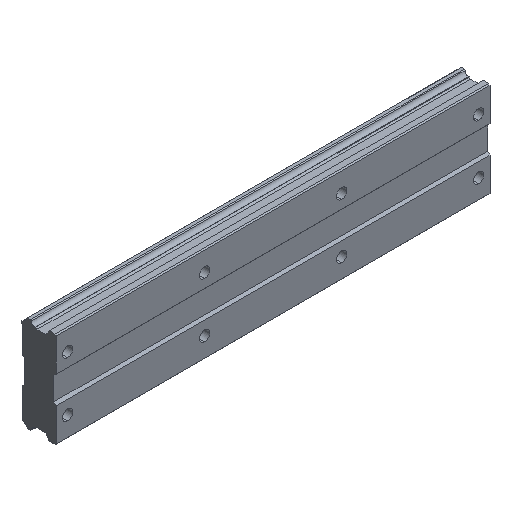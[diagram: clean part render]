
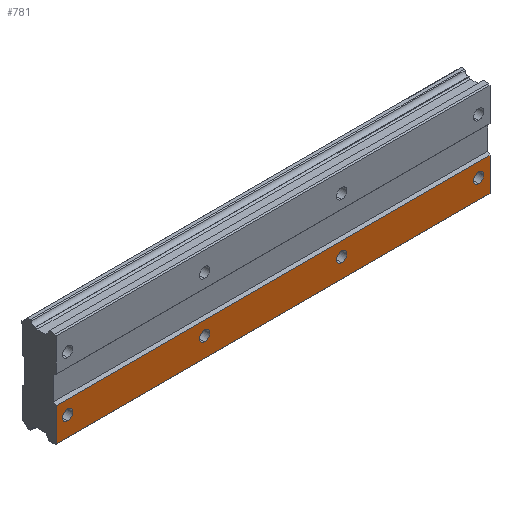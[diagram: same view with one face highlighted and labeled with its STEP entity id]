
A CAD part, isometric view. The second image highlights one B-rep face of the part: STEP entity #781.
In plain terms, the highlighted planar face has unit normal (0, -1, 0).
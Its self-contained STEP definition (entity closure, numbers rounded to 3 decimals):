
#21 = CIRCLE ( 'NONE', #260, 2.25 ) ;
#22 = DIRECTION ( 'NONE',  ( 0., 1., 0. ) ) ;
#61 = AXIS2_PLACEMENT_3D ( 'NONE', #1558, #589, #2304 ) ;
#116 = CARTESIAN_POINT ( 'NONE',  ( 180., 0., -12. ) ) ;
#219 = VERTEX_POINT ( 'NONE', #1477 ) ;
#236 = VERTEX_POINT ( 'NONE', #347 ) ;
#248 = EDGE_LOOP ( 'NONE', ( #661, #1870 ) ) ;
#260 = AXIS2_PLACEMENT_3D ( 'NONE', #1070, #1826, #1802 ) ;
#296 = CARTESIAN_POINT ( 'NONE',  ( -5., 0., -6. ) ) ;
#330 = AXIS2_PLACEMENT_3D ( 'NONE', #732, #2238, #2047 ) ;
#335 = CARTESIAN_POINT ( 'NONE',  ( 60., 0., -9.75 ) ) ;
#342 = DIRECTION ( 'NONE',  ( 0., 0., 1. ) ) ;
#347 = CARTESIAN_POINT ( 'NONE',  ( 180., 0., -9.75 ) ) ;
#361 = CARTESIAN_POINT ( 'NONE',  ( 185., 0., -6. ) ) ;
#381 = DIRECTION ( 'NONE',  ( -1., 0., 0. ) ) ;
#384 = DIRECTION ( 'NONE',  ( 0., 0., -1. ) ) ;
#385 = EDGE_CURVE ( 'NONE', #450, #2012, #2115, .T. ) ;
#409 = ORIENTED_EDGE ( 'NONE', *, *, #952, .F. ) ;
#412 = CARTESIAN_POINT ( 'NONE',  ( 185., 0., -6. ) ) ;
#424 = EDGE_CURVE ( 'NONE', #2165, #2100, #2142, .T. ) ;
#441 = CARTESIAN_POINT ( 'NONE',  ( 120., 0., -12. ) ) ;
#450 = VERTEX_POINT ( 'NONE', #296 ) ;
#473 = EDGE_CURVE ( 'NONE', #2090, #1647, #21, .T. ) ;
#493 = VECTOR ( 'NONE', #1931, 1000. ) ;
#499 = DIRECTION ( 'NONE',  ( 0., -1., 0. ) ) ;
#561 = EDGE_LOOP ( 'NONE', ( #1925, #787, #833, #1215 ) ) ;
#580 = CARTESIAN_POINT ( 'NONE',  ( -5., 0., -20.5 ) ) ;
#589 = DIRECTION ( 'NONE',  ( 0., -1., 0. ) ) ;
#626 = VERTEX_POINT ( 'NONE', #580 ) ;
#632 = CARTESIAN_POINT ( 'NONE',  ( 185., 0., -6. ) ) ;
#644 = CIRCLE ( 'NONE', #2029, 2.25 ) ;
#651 = VERTEX_POINT ( 'NONE', #749 ) ;
#661 = ORIENTED_EDGE ( 'NONE', *, *, #1292, .F. ) ;
#678 = AXIS2_PLACEMENT_3D ( 'NONE', #116, #1055, #878 ) ;
#686 = EDGE_CURVE ( 'NONE', #626, #450, #2252, .T. ) ;
#732 = CARTESIAN_POINT ( 'NONE',  ( 0., 0., -12. ) ) ;
#749 = CARTESIAN_POINT ( 'NONE',  ( 185., 0., -20.5 ) ) ;
#754 = ORIENTED_EDGE ( 'NONE', *, *, #1633, .F. ) ;
#781 = ADVANCED_FACE ( 'NONE', ( #1542, #794, #953, #969, #2302 ), #2103, .F. ) ;
#787 = ORIENTED_EDGE ( 'NONE', *, *, #1225, .F. ) ;
#794 = FACE_BOUND ( 'NONE', #1379, .T. ) ;
#833 = ORIENTED_EDGE ( 'NONE', *, *, #385, .F. ) ;
#878 = DIRECTION ( 'NONE',  ( 0., 0., 1. ) ) ;
#884 = CIRCLE ( 'NONE', #1119, 2.25 ) ;
#937 = LINE ( 'NONE', #1698, #2066 ) ;
#952 = EDGE_CURVE ( 'NONE', #1647, #2090, #1942, .T. ) ;
#953 = FACE_BOUND ( 'NONE', #248, .T. ) ;
#969 = FACE_BOUND ( 'NONE', #1531, .T. ) ;
#976 = DIRECTION ( 'NONE',  ( 0., -1., 0. ) ) ;
#989 = ORIENTED_EDGE ( 'NONE', *, *, #1407, .F. ) ;
#1023 = CARTESIAN_POINT ( 'NONE',  ( 185., 0., -6. ) ) ;
#1055 = DIRECTION ( 'NONE',  ( 0., -1., 0. ) ) ;
#1070 = CARTESIAN_POINT ( 'NONE',  ( 120., 0., -12. ) ) ;
#1099 = DIRECTION ( 'NONE',  ( 0., 0., 1. ) ) ;
#1119 = AXIS2_PLACEMENT_3D ( 'NONE', #1142, #1335, #2077 ) ;
#1120 = VECTOR ( 'NONE', #1099, 1000. ) ;
#1142 = CARTESIAN_POINT ( 'NONE',  ( 180., 0., -12. ) ) ;
#1215 = ORIENTED_EDGE ( 'NONE', *, *, #686, .F. ) ;
#1225 = EDGE_CURVE ( 'NONE', #2012, #651, #2042, .T. ) ;
#1258 = CARTESIAN_POINT ( 'NONE',  ( 120., 0., -14.25 ) ) ;
#1292 = EDGE_CURVE ( 'NONE', #236, #1577, #884, .T. ) ;
#1294 = CARTESIAN_POINT ( 'NONE',  ( -5., 0., -6. ) ) ;
#1335 = DIRECTION ( 'NONE',  ( 0., -1., 0. ) ) ;
#1379 = EDGE_LOOP ( 'NONE', ( #2253, #989 ) ) ;
#1404 = EDGE_LOOP ( 'NONE', ( #754, #1759 ) ) ;
#1407 = EDGE_CURVE ( 'NONE', #219, #2331, #644, .T. ) ;
#1458 = DIRECTION ( 'NONE',  ( 0., 0., 1. ) ) ;
#1477 = CARTESIAN_POINT ( 'NONE',  ( 0., 0., -14.25 ) ) ;
#1515 = CIRCLE ( 'NONE', #330, 2.25 ) ;
#1531 = EDGE_LOOP ( 'NONE', ( #1624, #409 ) ) ;
#1542 = FACE_OUTER_BOUND ( 'NONE', #561, .T. ) ;
#1551 = AXIS2_PLACEMENT_3D ( 'NONE', #1994, #499, #342 ) ;
#1558 = CARTESIAN_POINT ( 'NONE',  ( 60., 0., -12. ) ) ;
#1577 = VERTEX_POINT ( 'NONE', #2370 ) ;
#1624 = ORIENTED_EDGE ( 'NONE', *, *, #473, .F. ) ;
#1633 = EDGE_CURVE ( 'NONE', #2100, #2165, #1836, .T. ) ;
#1646 = CIRCLE ( 'NONE', #678, 2.25 ) ;
#1647 = VERTEX_POINT ( 'NONE', #1258 ) ;
#1650 = EDGE_CURVE ( 'NONE', #1577, #236, #1646, .T. ) ;
#1679 = VECTOR ( 'NONE', #384, 1000. ) ;
#1698 = CARTESIAN_POINT ( 'NONE',  ( 185., 0., -20.5 ) ) ;
#1745 = EDGE_CURVE ( 'NONE', #651, #626, #937, .T. ) ;
#1759 = ORIENTED_EDGE ( 'NONE', *, *, #424, .F. ) ;
#1796 = EDGE_CURVE ( 'NONE', #2331, #219, #1515, .T. ) ;
#1802 = DIRECTION ( 'NONE',  ( 0., 0., 1. ) ) ;
#1826 = DIRECTION ( 'NONE',  ( 0., -1., 0. ) ) ;
#1836 = CIRCLE ( 'NONE', #1551, 2.25 ) ;
#1870 = ORIENTED_EDGE ( 'NONE', *, *, #1650, .F. ) ;
#1895 = DIRECTION ( 'NONE',  ( 0., 0., 1. ) ) ;
#1925 = ORIENTED_EDGE ( 'NONE', *, *, #1745, .F. ) ;
#1931 = DIRECTION ( 'NONE',  ( 1., 0., 0. ) ) ;
#1942 = CIRCLE ( 'NONE', #2059, 2.25 ) ;
#1975 = DIRECTION ( 'NONE',  ( 0., -1., 0. ) ) ;
#1992 = CARTESIAN_POINT ( 'NONE',  ( 0., 0., -9.75 ) ) ;
#1994 = CARTESIAN_POINT ( 'NONE',  ( 60., 0., -12. ) ) ;
#2012 = VERTEX_POINT ( 'NONE', #1023 ) ;
#2029 = AXIS2_PLACEMENT_3D ( 'NONE', #2147, #976, #2297 ) ;
#2042 = LINE ( 'NONE', #361, #1679 ) ;
#2047 = DIRECTION ( 'NONE',  ( 0., 0., 1. ) ) ;
#2059 = AXIS2_PLACEMENT_3D ( 'NONE', #441, #1975, #1458 ) ;
#2066 = VECTOR ( 'NONE', #381, 1000. ) ;
#2077 = DIRECTION ( 'NONE',  ( 0., 0., 1. ) ) ;
#2090 = VERTEX_POINT ( 'NONE', #2198 ) ;
#2100 = VERTEX_POINT ( 'NONE', #335 ) ;
#2103 = PLANE ( 'NONE',  #2299 ) ;
#2115 = LINE ( 'NONE', #632, #493 ) ;
#2142 = CIRCLE ( 'NONE', #61, 2.25 ) ;
#2147 = CARTESIAN_POINT ( 'NONE',  ( 0., 0., -12. ) ) ;
#2165 = VERTEX_POINT ( 'NONE', #2407 ) ;
#2198 = CARTESIAN_POINT ( 'NONE',  ( 120., 0., -9.75 ) ) ;
#2238 = DIRECTION ( 'NONE',  ( 0., -1., 0. ) ) ;
#2252 = LINE ( 'NONE', #1294, #1120 ) ;
#2253 = ORIENTED_EDGE ( 'NONE', *, *, #1796, .F. ) ;
#2297 = DIRECTION ( 'NONE',  ( 0., 0., 1. ) ) ;
#2299 = AXIS2_PLACEMENT_3D ( 'NONE', #412, #22, #1895 ) ;
#2302 = FACE_BOUND ( 'NONE', #1404, .T. ) ;
#2304 = DIRECTION ( 'NONE',  ( 0., 0., 1. ) ) ;
#2331 = VERTEX_POINT ( 'NONE', #1992 ) ;
#2370 = CARTESIAN_POINT ( 'NONE',  ( 180., 0., -14.25 ) ) ;
#2407 = CARTESIAN_POINT ( 'NONE',  ( 60., 0., -14.25 ) ) ;
